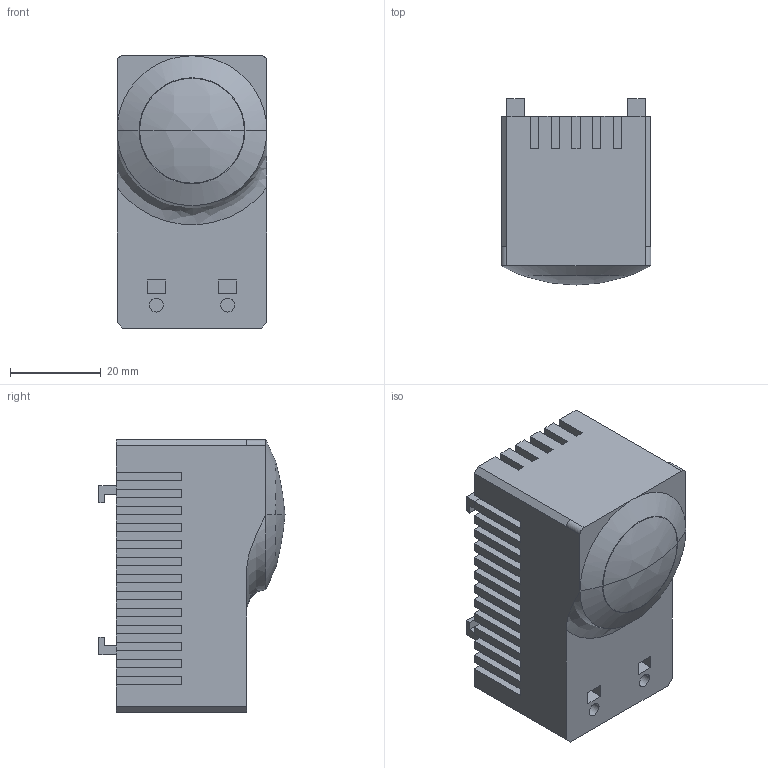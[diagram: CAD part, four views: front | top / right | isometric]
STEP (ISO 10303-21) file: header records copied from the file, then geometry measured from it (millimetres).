
FILE_DESCRIPTION (( 'STEP AP203' ), '1' );
FILE_NAME ('111000-02_Default.step', '2022-07-14T12:29:03', ( 'Windows User' ), ( '' ), 'SwSTEP 2.0', 'SolidWorks 2021', '' );
FILE_SCHEMA (( 'CONFIG_CONTROL_DESIGN' ));
Length unit declared in the file: inch
Products named in the file (1): 111000-02_Default
Bounding box: 33 x 41 x 60 mm (x, y, z)
Volume: 61244.6 mm3; surface area: 12848.7 mm2
Topology: 1 solids, 1 shells, 198 faces, 552 edges, 361 vertices
Faces by surface type: plane 183, cylinder 10, bspline 5
Entity records: 6520 total; most frequent: CARTESIAN_POINT 1371, ORIENTED_EDGE 1104, DIRECTION 959, EDGE_CURVE 552, VECTOR 523, LINE 523, VERTEX_POINT 361, AXIS2_PLACEMENT_3D 218
